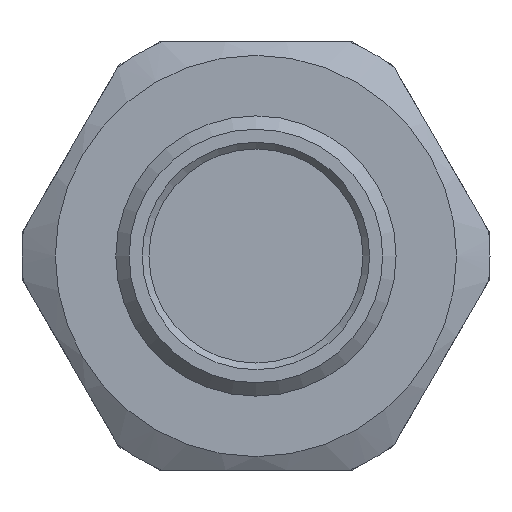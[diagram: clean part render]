
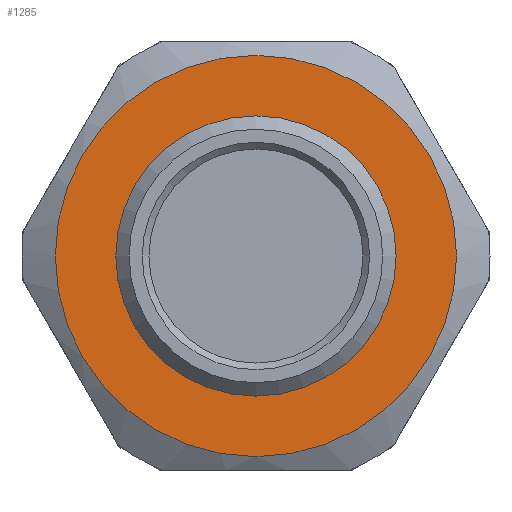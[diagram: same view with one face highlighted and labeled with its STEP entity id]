
A CAD part, front view. The second image highlights one B-rep face of the part: STEP entity #1285.
In plain terms, the highlighted planar face has unit normal (0, -1, 0).
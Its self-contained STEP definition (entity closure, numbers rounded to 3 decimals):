
#136=FACE_BOUND('',#470,.T.);
#393=FACE_OUTER_BOUND('',#469,.T.);
#469=EDGE_LOOP('',(#1053));
#470=EDGE_LOOP('',(#1054));
#540=CIRCLE('',#1416,9.477);
#541=CIRCLE('',#1418,15.);
#631=VERTEX_POINT('',#2124);
#632=VERTEX_POINT('',#2128);
#783=EDGE_CURVE('',#631,#631,#540,.T.);
#785=EDGE_CURVE('',#632,#632,#541,.T.);
#1053=ORIENTED_EDGE('',*,*,#785,.F.);
#1054=ORIENTED_EDGE('',*,*,#783,.T.);
#1225=PLANE('',#1417);
#1285=ADVANCED_FACE('',(#393,#136),#1225,.T.);
#1416=AXIS2_PLACEMENT_3D('',#2125,#1675,#1676);
#1417=AXIS2_PLACEMENT_3D('',#2127,#1678,#1679);
#1418=AXIS2_PLACEMENT_3D('',#2129,#1680,#1681);
#1675=DIRECTION('center_axis',(0.,1.,0.));
#1676=DIRECTION('ref_axis',(1.,0.,0.));
#1678=DIRECTION('center_axis',(0.,-1.,0.));
#1679=DIRECTION('ref_axis',(0.,0.,-1.));
#1680=DIRECTION('center_axis',(0.,1.,0.));
#1681=DIRECTION('ref_axis',(1.,0.,0.));
#2124=CARTESIAN_POINT('',(142.981,56.45,148.413));
#2125=CARTESIAN_POINT('Origin',(133.504,56.45,148.413));
#2127=CARTESIAN_POINT('Origin',(118.504,56.45,148.413));
#2128=CARTESIAN_POINT('',(148.504,56.45,148.413));
#2129=CARTESIAN_POINT('Origin',(133.504,56.45,148.413));
